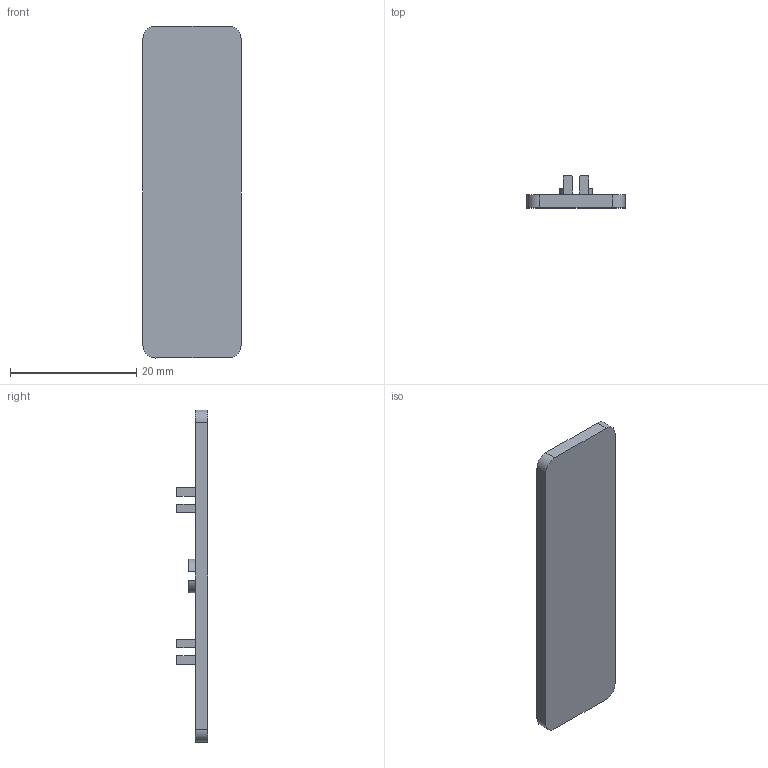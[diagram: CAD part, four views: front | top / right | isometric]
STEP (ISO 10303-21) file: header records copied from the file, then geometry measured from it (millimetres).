
FILE_DESCRIPTION(/* description */ (''),/* implementation_level */ '2;1');
FILE_NAME(/* name */ 'key_short.step',/* time_stamp */ '2025-05-10T02:08:47+01:00',/* author */ (''),/* organization */ (''),/* preprocessor_version */ 'ST-DEVELOPER v20.1',/* originating_system */ 'Autodesk Translation Framework v14.4.0.0',/* authorisation */ '');
FILE_SCHEMA (('AUTOMOTIVE_DESIGN { 1 0 10303 214 3 1 1 }'));
Length unit declared in the file: millimetre
Products named in the file (1): key_short
Bounding box: 15.5 x 5 x 52.5 mm (x, y, z)
Volume: 1026.9 mm3; surface area: 2248 mm2
Topology: 1 solids, 1 shells, 99 faces, 240 edges, 156 vertices
Faces by surface type: plane 87, cylinder 12
Entity records: 2883 total; most frequent: CARTESIAN_POINT 496, ORIENTED_EDGE 480, DIRECTION 472, EDGE_CURVE 240, LINE 208, VECTOR 208, VERTEX_POINT 156, AXIS2_PLACEMENT_3D 132
